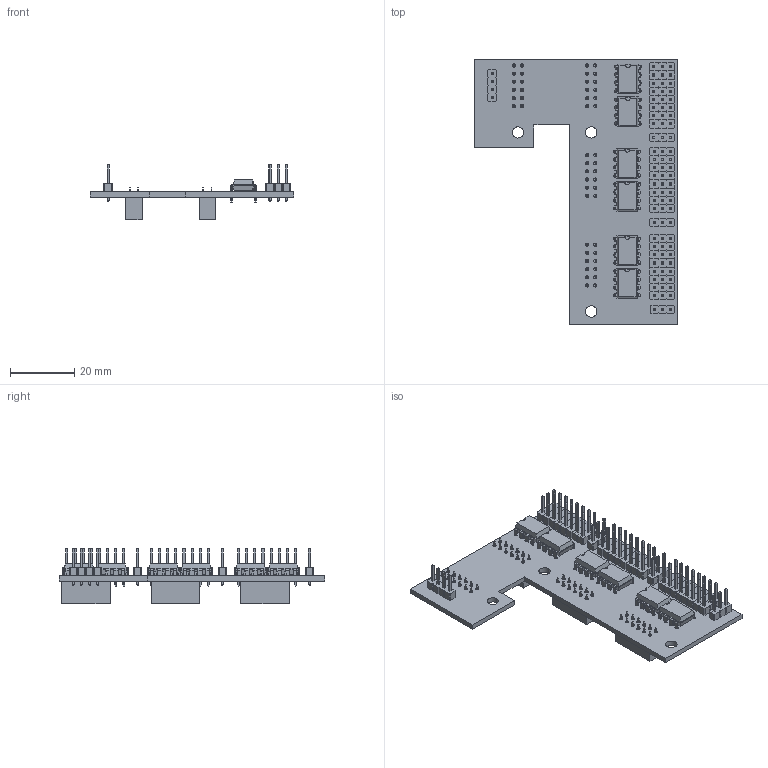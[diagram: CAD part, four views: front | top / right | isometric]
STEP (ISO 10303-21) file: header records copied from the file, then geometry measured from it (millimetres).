
FILE_DESCRIPTION(('KiCad electronic assembly'),'2;1');
FILE_NAME('ConnectBoard.step','2025-03-25T03:30:38',('An Author'),( 'A Company'),'Open CASCADE STEP processor 7.3', 'KiCad to STEP converter','Unknown');
FILE_SCHEMA(('AUTOMOTIVE_DESIGN { 1 0 10303 214 1 1 1 1 }'));
Length unit declared in the file: millimetre
Products named in the file (10): Open CASCADE STEP translator 7.3 1; PinHeader_1x03_P2.54mm_Vertical; SOLID; PinSocket_2x06_P2.54mm_Vertical; DIP-8_W7.62mm; PinHeader_1x04_P2.54mm_Vertical; COMPOUND
Assembly tree (43 placements, depth 3):
  Open CASCADE STEP translator 7.3 1
    PinHeader_1x03_P2.54mm_Vertical  x27
      SOLID
    PinSocket_2x06_P2.54mm_Vertical  x4
      SOLID
    DIP-8_W7.62mm  x6
      SOLID
    PinHeader_1x04_P2.54mm_Vertical
      SOLID
    COMPOUND
Bounding box: 63.5 x 82.9 x 17.24 mm (x, y, z)
Volume: 10226.4 mm3; surface area: 17173.4 mm2
Topology: 39 solids, 39 shells, 4762 faces, 11986 edges, 7616 vertices
Faces by surface type: plane 4356, cylinder 286, bspline 120
Full cylindrical faces by diameter (mm): 0.8 x48, 1 x133, 3.556 x3
Entity records: 65394 total; most frequent: CARTESIAN_POINT 10826, DIRECTION 9287, LINE 6241, VECTOR 6241, ORIENTED_EDGE 4748, PCURVE 4748, DEFINITIONAL_REPRESENTATION 4748, EDGE_CURVE 2374
